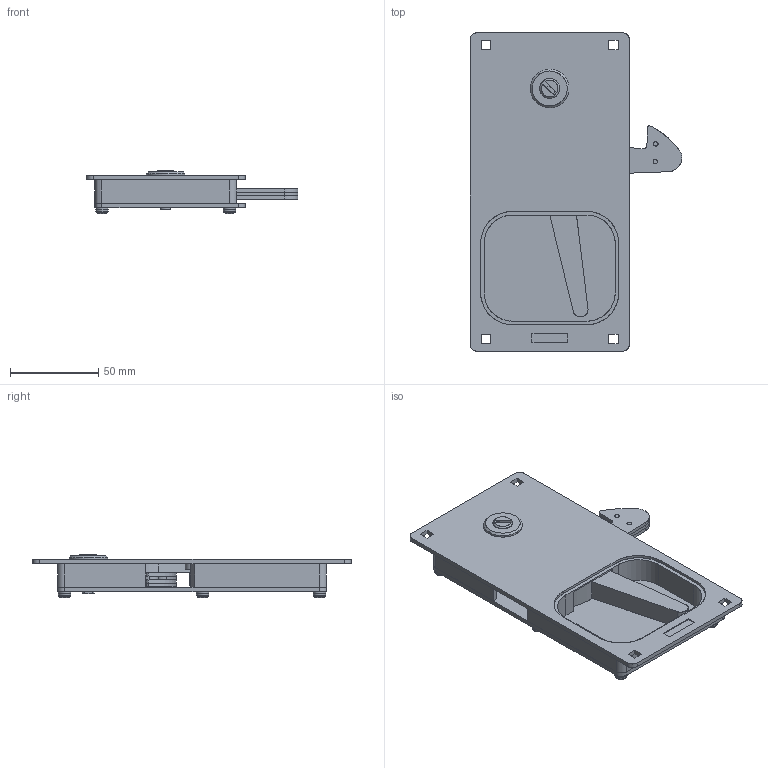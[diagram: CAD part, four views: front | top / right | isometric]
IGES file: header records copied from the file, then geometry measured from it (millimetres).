
Start section: SolidWorks IGES file using analytic representation for surfaces
Global section: file name: A-878-2-A-L_.IGS; native system: SolidWorks 2021; preprocessor: SolidWorks 2021; author: 0905sm; date: 230707.174127; units: millimetre
Bounding box: 119.75 x 180 x 24.75 mm (x, y, z)
Surface area: 92629.4 mm2 (no closed solid volume)
Topology: 0 solids, 0 shells, 814 faces, 10744 edges, 10732 vertices
Faces by surface type: revolution 424, bspline 390
